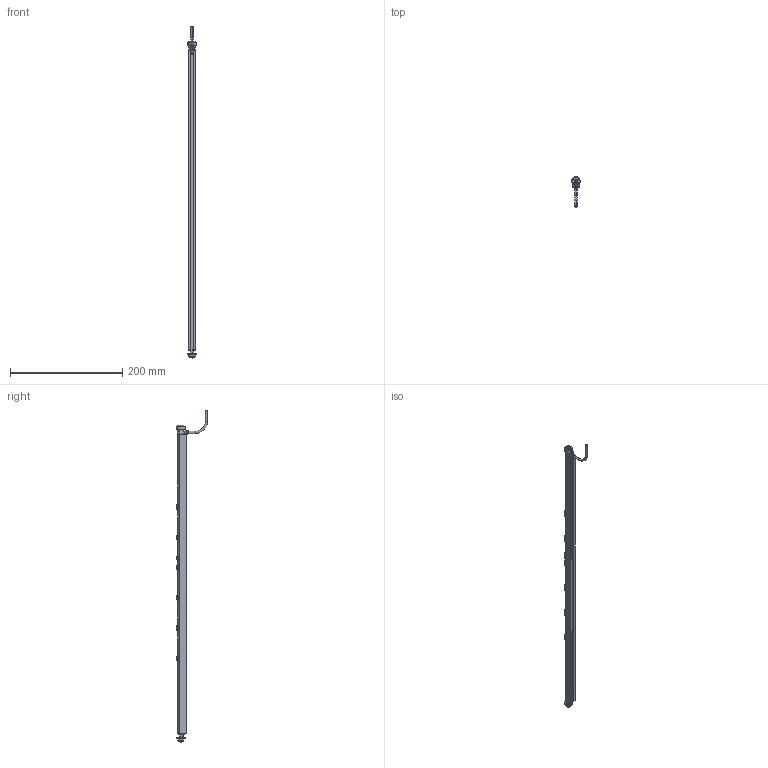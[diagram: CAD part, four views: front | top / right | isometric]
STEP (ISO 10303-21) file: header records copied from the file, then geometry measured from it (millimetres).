
FILE_DESCRIPTION((''),'2;1');
FILE_NAME('218457_WEB_ASM','2020-07-16T17:39:51',('brust'),('BANNER ENGINEERING CORP.'),'CREO PARAMETRIC BY PTC INC, 2019292','CREO PARAMETRIC BY PTC INC, 2019292','');
FILE_SCHEMA(('CONFIG_CONTROL_DESIGN','SHAPE_APPEARANCE_LAYERS_GROUPS'));
Products named in the file (2): 218457_WEB; 218457_WEB_ASM
Assembly tree (1 placements, depth 2):
  218457_WEB_ASM
    218457_WEB
Bounding box: 15 x 55.35 x 592.7 mm (x, y, z)
Volume: 90513.4 mm3; surface area: 42874.3 mm2
Topology: 1 solids, 1 shells, 1406 faces, 3773 edges, 2327 vertices
Faces by surface type: bspline 490, plane 479, cylinder 237, cone 112, sphere 30, revolution 24, torus 22, extrusion 12
Entity records: 99217 total; most frequent: CARTESIAN_POINT 59445, ORIENTED_EDGE 7494, DIRECTION 4595, EDGE_CURVE 3747, VERTEX_POINT 2327, B_SPLINE_CURVE_WITH_KNOTS 1726, AXIS2_PLACEMENT_3D 1619, EDGE_LOOP 1458
